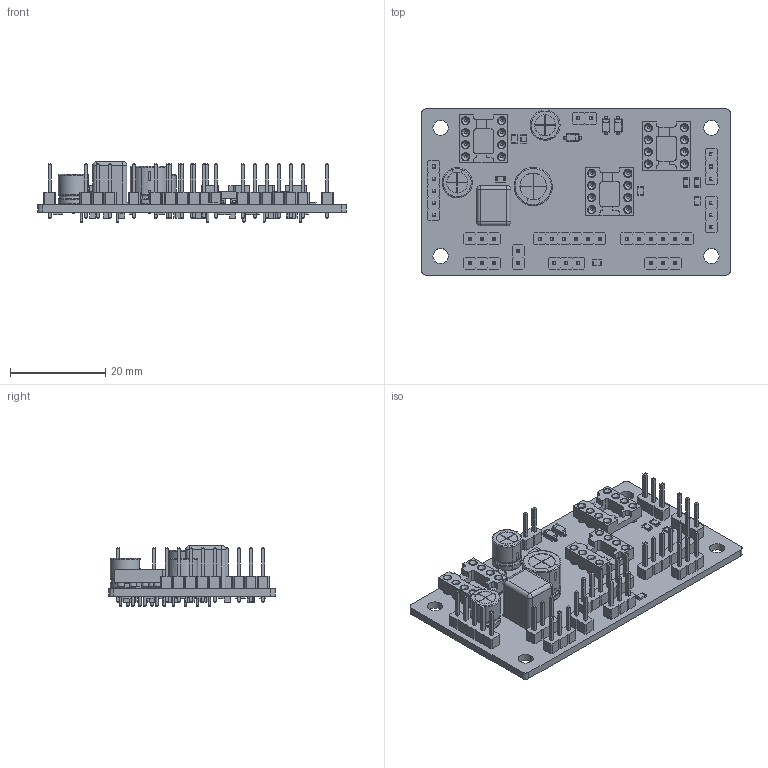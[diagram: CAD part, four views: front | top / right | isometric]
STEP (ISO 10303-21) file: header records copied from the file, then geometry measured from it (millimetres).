
FILE_DESCRIPTION(('KiCad electronic assembly'),'2;1');
FILE_NAME('Semiparametric-EQ 2-22.step','2020-02-22T18:42:25',( 'An Author'),('A Company'),'Open CASCADE STEP processor 6.9', 'KiCad to STEP converter','Unknown');
FILE_SCHEMA(('AUTOMOTIVE_DESIGN { 1 0 10303 214 1 1 1 1 }'));
Length unit declared in the file: millimetre
Products named in the file (24): Open CASCADE STEP translator 6.9 1; R_0805_2012Metric; SOLID; C_Rect_L7.2mm_W8.5mm_P5.00mm_FKP2_FKP2_MKS2_MKP2; C_0805_2012Metric; CP_Radial_D8.0mm_P3.50mm; DIP-8_W7.62mm_Socket; CP_Radial_D6.3mm_P2.50mm; PinHeader_1x05_P2.54mm_Vertical; PinHeader_1x02_P2.54mm_Vertical; PinHeader_1x03_P2.54mm_Vertical; PinHeader_1x06_P2.54mm_Vertical; D_SOD-123; COMPOUND
Assembly tree (66 placements, depth 3):
  Open CASCADE STEP translator 6.9 1
    R_0805_2012Metric  x20
      SOLID
    C_Rect_L7.2mm_W8.5mm_P5.00mm_FKP2_FKP2_MKS2_MKP2
      SOLID
    C_0805_2012Metric  x13
      SOLID
    CP_Radial_D8.0mm_P3.50mm
      SOLID
    DIP-8_W7.62mm_Socket  x3
      SOLID
    CP_Radial_D6.3mm_P2.50mm  x2
      SOLID
    PinHeader_1x05_P2.54mm_Vertical
      SOLID
    PinHeader_1x02_P2.54mm_Vertical  x2
      SOLID
    PinHeader_1x03_P2.54mm_Vertical  x6
      SOLID
    PinHeader_1x06_P2.54mm_Vertical  x2
      SOLID
    D_SOD-123  x3
      SOLID
    COMPOUND
Bounding box: 65 x 35 x 12.78 mm (x, y, z)
Volume: 6286 mm3; surface area: 10030.4 mm2
Topology: 55 solids, 58 shells, 2702 faces, 6461 edges, 4106 vertices
Faces by surface type: plane 1922, cylinder 590, bspline 94, cone 72, revolution 14, torus 6, sphere 4
Full cylindrical faces by diameter (mm): 0.5 x8, 0.508 x48, 0.8 x32, 1 x39, 1.524 x24, 1.724 x24, 3.2 x4
Entity records: 59798 total; most frequent: CARTESIAN_POINT 11954, DIRECTION 7946, LINE 5028, VECTOR 5028, ORIENTED_EDGE 4044, PCURVE 4044, DEFINITIONAL_REPRESENTATION 4044, EDGE_CURVE 2022
